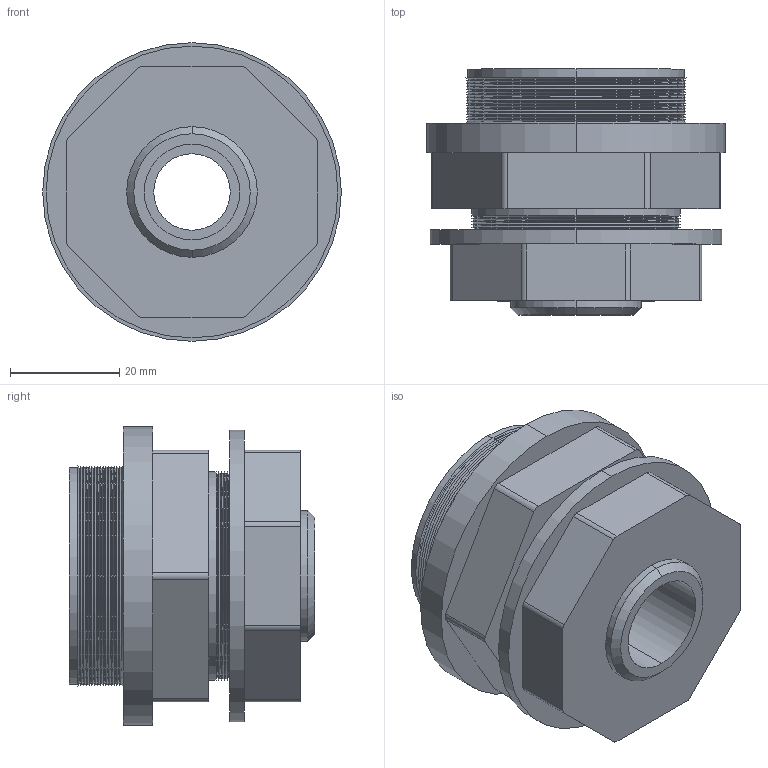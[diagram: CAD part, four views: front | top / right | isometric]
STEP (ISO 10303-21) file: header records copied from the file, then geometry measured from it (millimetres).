
FILE_DESCRIPTION (( 'STEP AP203' ), '1' );
FILE_NAME ('ST29AA-BK.STEP', '2010-05-20T03:31:07', ( 'Owner' ), ( '' ), 'SwSTEP 2.0', 'SolidWorks 2008', '' );
FILE_SCHEMA (( 'CONFIG_CONTROL_DESIGN' ));
Length unit declared in the file: inch
Products named in the file (1): ST29AA-BK
Bounding box: 54.61 x 44.96 x 54.61 mm (x, y, z)
Volume: 47333.6 mm3; surface area: 18745 mm2
Topology: 2 solids, 2 shells, 141 faces, 306 edges, 176 vertices
Faces by surface type: cone 86, cylinder 30, plane 25
Entity records: 3881 total; most frequent: DIRECTION 738, CARTESIAN_POINT 624, ORIENTED_EDGE 612, EDGE_CURVE 306, AXIS2_PLACEMENT_3D 290, VERTEX_POINT 176, VECTOR 158, LINE 158
